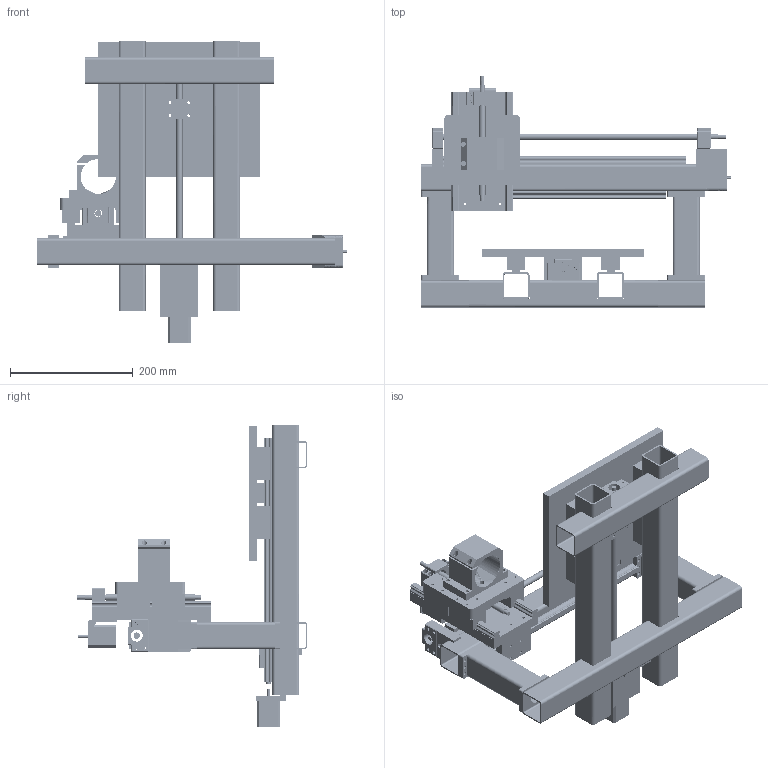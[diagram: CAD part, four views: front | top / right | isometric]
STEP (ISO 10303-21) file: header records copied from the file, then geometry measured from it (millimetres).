
FILE_DESCRIPTION(('FreeCAD Model'),'2;1');
FILE_NAME('Open CASCADE Shape Model','2025-05-07T17:28:28',('FreeCAD'),( 'FreeCAD'),'Open CASCADE STEP processor 7.6','FreeCAD','Unknown');
FILE_SCHEMA(('AUTOMOTIVE_DESIGN { 1 0 10303 214 1 1 1 1 }'));
Products named in the file (1): Open CASCADE STEP translator 7.6 1
Bounding box: 503.11 x 376.01 x 491.68 mm (x, y, z)
Surface area: 1490310.6 mm2 (no closed solid volume)
Topology: 0 solids, 3393 shells, 3393 faces, 18782 edges, 18782 vertices
Faces by surface type: bspline 3393
Entity records: 170357 total; most frequent: CARTESIAN_POINT 84419, ORIENTED_EDGE 18782, EDGE_CURVE 18782, VERTEX_POINT 18782, B_SPLINE_CURVE_WITH_KNOTS 10128, FACE_BOUND 4088, EDGE_LOOP 4088, SHELL_BASED_SURFACE_MODEL 3393
